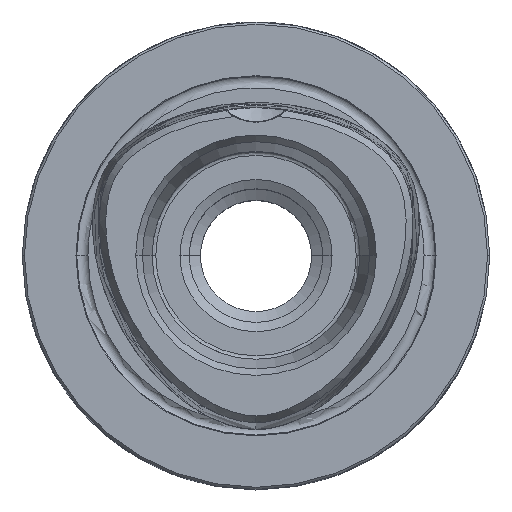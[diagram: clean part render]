
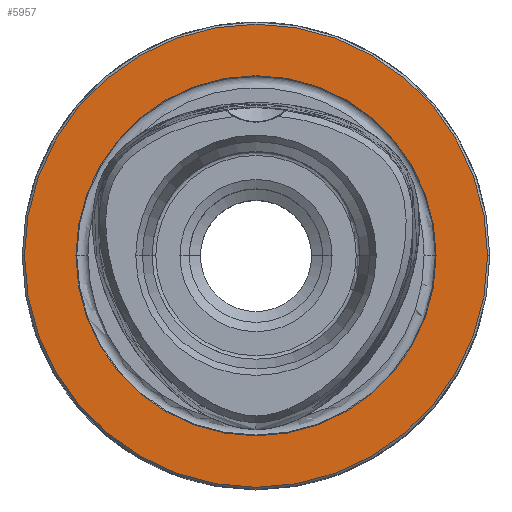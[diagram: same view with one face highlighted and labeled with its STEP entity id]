
A CAD part, top view. The second image highlights one B-rep face of the part: STEP entity #5957.
In plain terms, the highlighted planar face has unit normal (0, 0, 1).
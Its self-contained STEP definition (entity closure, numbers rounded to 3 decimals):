
#329 = AXIS2_PLACEMENT_3D ( 'NONE', #7073, #7059, #7056 ) ;
#616 = DIRECTION ( 'NONE',  ( 0., 0., 1. ) ) ;
#1277 = AXIS2_PLACEMENT_3D ( 'NONE', #10272, #10251, #10247 ) ;
#1420 = FACE_OUTER_BOUND ( 'NONE', #9524, .T. ) ;
#2052 = CARTESIAN_POINT ( 'NONE',  ( 0., 0., 0. ) ) ;
#2117 = CIRCLE ( 'NONE', #6289, 24.264 ) ;
#2146 = FACE_BOUND ( 'NONE', #5480, .T. ) ;
#3001 = DIRECTION ( 'NONE',  ( -1., 0., 0. ) ) ;
#4932 = VERTEX_POINT ( 'NONE', #11243 ) ;
#4967 = CIRCLE ( 'NONE', #1277, 31.2 ) ;
#5310 = EDGE_CURVE ( 'NONE', #8350, #4932, #4967, .T. ) ;
#5480 = EDGE_LOOP ( 'NONE', ( #7375, #7407 ) ) ;
#5957 = ADVANCED_FACE ( 'NONE', ( #1420, #2146 ), #8277, .F. ) ;
#6185 = EDGE_CURVE ( 'NONE', #6228, #10572, #10364, .T. ) ;
#6215 = CARTESIAN_POINT ( 'NONE',  ( 0., 0., 0. ) ) ;
#6228 = VERTEX_POINT ( 'NONE', #7172 ) ;
#6289 = AXIS2_PLACEMENT_3D ( 'NONE', #2052, #8430, #3001 ) ;
#6517 = EDGE_CURVE ( 'NONE', #4932, #8350, #9721, .T. ) ;
#7056 = DIRECTION ( 'NONE',  ( -1., 0., 0. ) ) ;
#7059 = DIRECTION ( 'NONE',  ( 0., 0., 1. ) ) ;
#7073 = CARTESIAN_POINT ( 'NONE',  ( 0., 0., 0. ) ) ;
#7126 = DIRECTION ( 'NONE',  ( -1., 0., 0. ) ) ;
#7172 = CARTESIAN_POINT ( 'NONE',  ( -24.264, 0., 0. ) ) ;
#7375 = ORIENTED_EDGE ( 'NONE', *, *, #10994, .F. ) ;
#7407 = ORIENTED_EDGE ( 'NONE', *, *, #6185, .F. ) ;
#8152 = DIRECTION ( 'NONE',  ( -1., 0., 0. ) ) ;
#8155 = DIRECTION ( 'NONE',  ( 0., 0., -1. ) ) ;
#8165 = CARTESIAN_POINT ( 'NONE',  ( 0., 0., 0. ) ) ;
#8245 = ORIENTED_EDGE ( 'NONE', *, *, #6517, .T. ) ;
#8277 = PLANE ( 'NONE',  #11410 ) ;
#8350 = VERTEX_POINT ( 'NONE', #10708 ) ;
#8430 = DIRECTION ( 'NONE',  ( 0., 0., 1. ) ) ;
#9524 = EDGE_LOOP ( 'NONE', ( #10886, #8245 ) ) ;
#9721 = CIRCLE ( 'NONE', #11425, 31.2 ) ;
#9786 = CARTESIAN_POINT ( 'NONE',  ( 24.264, 0., 0. ) ) ;
#10247 = DIRECTION ( 'NONE',  ( -1., 0., 0. ) ) ;
#10251 = DIRECTION ( 'NONE',  ( 0., 0., 1. ) ) ;
#10272 = CARTESIAN_POINT ( 'NONE',  ( 0., 0., 0. ) ) ;
#10364 = CIRCLE ( 'NONE', #329, 24.264 ) ;
#10572 = VERTEX_POINT ( 'NONE', #9786 ) ;
#10708 = CARTESIAN_POINT ( 'NONE',  ( -31.2, 0., 0. ) ) ;
#10886 = ORIENTED_EDGE ( 'NONE', *, *, #5310, .T. ) ;
#10994 = EDGE_CURVE ( 'NONE', #10572, #6228, #2117, .T. ) ;
#11243 = CARTESIAN_POINT ( 'NONE',  ( 31.2, 0., 0. ) ) ;
#11410 = AXIS2_PLACEMENT_3D ( 'NONE', #8165, #8155, #8152 ) ;
#11425 = AXIS2_PLACEMENT_3D ( 'NONE', #6215, #616, #7126 ) ;
